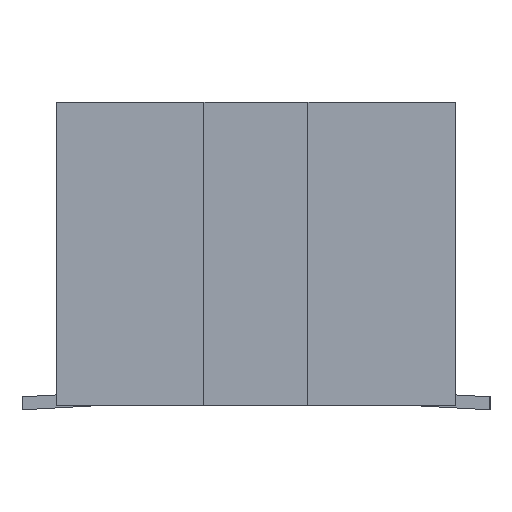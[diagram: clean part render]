
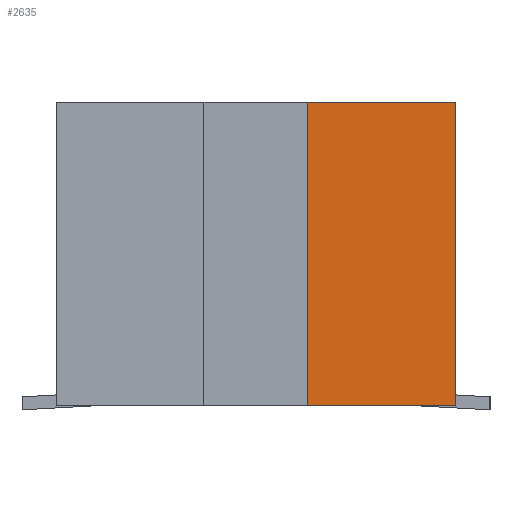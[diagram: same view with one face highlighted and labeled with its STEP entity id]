
A CAD part, left-side view. The second image highlights one B-rep face of the part: STEP entity #2635.
In plain terms, the highlighted planar face has unit normal (-1, 0, 0).
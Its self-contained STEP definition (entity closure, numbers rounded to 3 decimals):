
#66 = EDGE_CURVE ( 'NONE', #46007, #2638, #16975, .T. ) ;
#206 = EDGE_CURVE ( 'NONE', #46007, #2566, #17197, .T. ) ;
#2566 = VERTEX_POINT ( 'NONE', #21161 ) ;
#2567 = EDGE_LOOP ( 'NONE', ( #2636, #2640, #16429, #38582 ) ) ;
#2635 = ADVANCED_FACE ( 'NONE', ( #21307 ), #21306, .T. ) ;
#2636 = ORIENTED_EDGE ( 'NONE', *, *, #2637, .T. ) ;
#2637 = EDGE_CURVE ( 'NONE', #2638, #2639, #21301, .T. ) ;
#2638 = VERTEX_POINT ( 'NONE', #21297 ) ;
#2639 = VERTEX_POINT ( 'NONE', #21296 ) ;
#2640 = ORIENTED_EDGE ( 'NONE', *, *, #2641, .F. ) ;
#2641 = EDGE_CURVE ( 'NONE', #2566, #2639, #21295, .T. ) ;
#16429 = ORIENTED_EDGE ( 'NONE', *, *, #206, .F. ) ;
#16972 = DIRECTION ( 'NONE',  ( 0., 1., 0. ) ) ;
#16973 = VECTOR ( 'NONE', #16972, 1000. ) ;
#16974 = CARTESIAN_POINT ( 'NONE',  ( -21.25, -2.3, 3.55 ) ) ;
#16975 = LINE ( 'NONE', #16974, #16973 ) ;
#17194 = DIRECTION ( 'NONE',  ( 0., 0., -1. ) ) ;
#17195 = VECTOR ( 'NONE', #17194, 1000. ) ;
#17196 = CARTESIAN_POINT ( 'NONE',  ( -21.25, -2.3, 3.55 ) ) ;
#17197 = LINE ( 'NONE', #17196, #17195 ) ;
#21161 = CARTESIAN_POINT ( 'NONE',  ( -21.25, -2.3, 0.05 ) ) ;
#21292 = DIRECTION ( 'NONE',  ( 0., 1., 0. ) ) ;
#21293 = VECTOR ( 'NONE', #21292, 1000. ) ;
#21294 = CARTESIAN_POINT ( 'NONE',  ( -21.25, -2.3, 0.05 ) ) ;
#21295 = LINE ( 'NONE', #21294, #21293 ) ;
#21296 = CARTESIAN_POINT ( 'NONE',  ( -21.25, -0.6, 0.05 ) ) ;
#21297 = CARTESIAN_POINT ( 'NONE',  ( -21.25, -0.6, 3.55 ) ) ;
#21298 = DIRECTION ( 'NONE',  ( 0., 0., -1. ) ) ;
#21299 = VECTOR ( 'NONE', #21298, 1000. ) ;
#21300 = CARTESIAN_POINT ( 'NONE',  ( -21.25, -0.6, 3.55 ) ) ;
#21301 = LINE ( 'NONE', #21300, #21299 ) ;
#21302 = DIRECTION ( 'NONE',  ( 0., -1., 0. ) ) ;
#21303 = DIRECTION ( 'NONE',  ( -1., 0., 0. ) ) ;
#21304 = CARTESIAN_POINT ( 'NONE',  ( -21.25, -2.3, 3.55 ) ) ;
#21305 = AXIS2_PLACEMENT_3D ( 'NONE', #21304, #21303, #21302 ) ;
#21306 = PLANE ( 'NONE',  #21305 ) ;
#21307 = FACE_OUTER_BOUND ( 'NONE', #2567, .T. ) ;
#38582 = ORIENTED_EDGE ( 'NONE', *, *, #66, .T. ) ;
#45802 = CARTESIAN_POINT ( 'NONE',  ( -21.25, -2.3, 3.55 ) ) ;
#46007 = VERTEX_POINT ( 'NONE', #45802 ) ;
